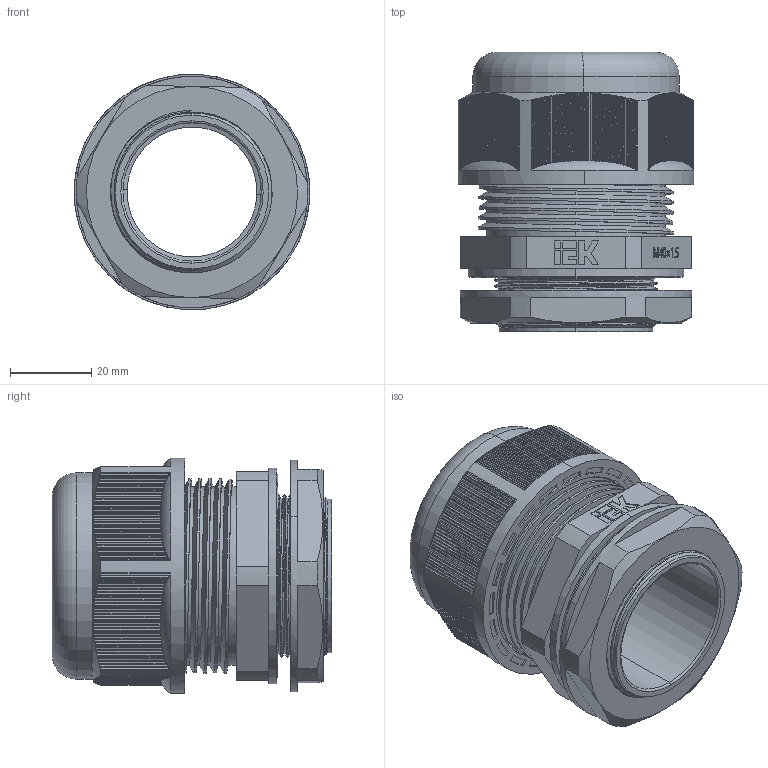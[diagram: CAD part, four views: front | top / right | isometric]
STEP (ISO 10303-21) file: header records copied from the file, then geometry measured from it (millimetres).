
FILE_DESCRIPTION (( 'STEP AP214' ), '1' );
FILE_NAME ('YSA20-28-40-68-K02 Ñàëüíèê MG 40.STEP', '2023-10-04T10:29:52', ( '' ), ( '' ), 'SwSTEP 2.0', 'SolidWorks 2022', '' );
FILE_SCHEMA (( 'AUTOMOTIVE_DESIGN' ));
Length unit declared in the file: millimetre
Products named in the file (1): YSA20-28-40-68-K02 Сальник MG 40
Bounding box: 58 x 68.83 x 57.85 mm (x, y, z)
Volume: 72332.6 mm3; surface area: 53167.2 mm2
Topology: 5 solids, 5 shells, 1378 faces, 3868 edges, 2567 vertices
Faces by surface type: plane 668, cylinder 557, bspline 77, torus 56, cone 20
Entity records: 78283 total; most frequent: CARTESIAN_POINT 29964, ORIENTED_EDGE 7736, DIRECTION 5750, EDGE_CURVE 3868, VERTEX_POINT 2567, AXIS2_PLACEMENT_3D 2004, LINE 1742, VECTOR 1742
